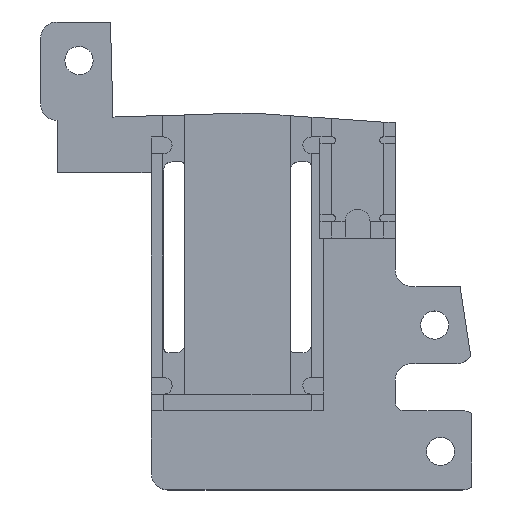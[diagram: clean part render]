
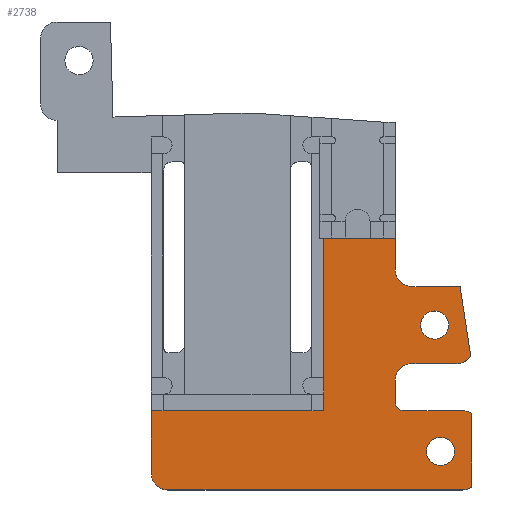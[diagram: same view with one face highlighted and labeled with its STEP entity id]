
A CAD part, top view. The second image highlights one B-rep face of the part: STEP entity #2738.
In plain terms, the highlighted planar face has unit normal (0, 0, 1).
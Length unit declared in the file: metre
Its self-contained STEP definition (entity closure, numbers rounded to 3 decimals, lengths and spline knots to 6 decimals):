
#51=B_SPLINE_CURVE_WITH_KNOTS('',5,(#4644,#4645,#4646,#4647,#4648,#4649,
#4650,#4651,#4652,#4653,#4654,#4655,#4656,#4657),.UNSPECIFIED.,.F.,.F.,
(6,4,4,6),(0.,0.309973,0.419992,1.),.UNSPECIFIED.);
#305=LINE('',#4617,#610);
#308=LINE('',#4665,#613);
#311=LINE('',#4673,#616);
#314=LINE('',#4681,#619);
#316=LINE('',#4689,#621);
#318=LINE('',#4697,#623);
#322=LINE('',#4706,#627);
#324=LINE('',#4710,#629);
#327=LINE('',#4716,#632);
#354=LINE('',#4768,#659);
#355=LINE('',#4770,#660);
#610=VECTOR('',#3555,1.);
#613=VECTOR('',#3570,1.);
#616=VECTOR('',#3579,1.);
#619=VECTOR('',#3588,1.);
#621=VECTOR('',#3598,1.);
#623=VECTOR('',#3608,1.);
#627=VECTOR('',#3618,1.);
#629=VECTOR('',#3622,1.);
#632=VECTOR('',#3627,1.);
#659=VECTOR('',#3678,1.);
#660=VECTOR('',#3681,1.);
#760=PLANE('',#2960);
#1510=ORIENTED_EDGE('',*,*,#1883,.F.);
#1511=ORIENTED_EDGE('',*,*,#1884,.F.);
#1512=ORIENTED_EDGE('',*,*,#1919,.F.);
#1513=ORIENTED_EDGE('',*,*,#1917,.T.);
#1514=ORIENTED_EDGE('',*,*,#1914,.F.);
#1515=ORIENTED_EDGE('',*,*,#1912,.F.);
#1516=ORIENTED_EDGE('',*,*,#1910,.F.);
#1517=ORIENTED_EDGE('',*,*,#1908,.T.);
#1518=ORIENTED_EDGE('',*,*,#1906,.F.);
#1519=ORIENTED_EDGE('',*,*,#1904,.F.);
#1520=ORIENTED_EDGE('',*,*,#1902,.F.);
#1521=ORIENTED_EDGE('',*,*,#1900,.F.);
#1522=ORIENTED_EDGE('',*,*,#1898,.F.);
#1523=ORIENTED_EDGE('',*,*,#1896,.F.);
#1524=ORIENTED_EDGE('',*,*,#1894,.F.);
#1525=ORIENTED_EDGE('',*,*,#1892,.T.);
#1526=ORIENTED_EDGE('',*,*,#1890,.F.);
#1527=ORIENTED_EDGE('',*,*,#1888,.F.);
#1528=ORIENTED_EDGE('',*,*,#1886,.F.);
#1529=ORIENTED_EDGE('',*,*,#1949,.F.);
#1530=ORIENTED_EDGE('',*,*,#1950,.F.);
#1531=ORIENTED_EDGE('',*,*,#1922,.F.);
#1883=EDGE_CURVE('',#2181,#2181,#2261,.T.);
#1884=EDGE_CURVE('',#2182,#2182,#2262,.T.);
#1886=EDGE_CURVE('',#2183,#2184,#2263,.T.);
#1888=EDGE_CURVE('',#2184,#2185,#305,.T.);
#1890=EDGE_CURVE('',#2185,#2186,#2264,.T.);
#1892=EDGE_CURVE('',#2187,#2186,#51,.T.);
#1894=EDGE_CURVE('',#2187,#2188,#2266,.T.);
#1896=EDGE_CURVE('',#2188,#2189,#308,.T.);
#1898=EDGE_CURVE('',#2189,#2190,#2267,.T.);
#1900=EDGE_CURVE('',#2190,#2191,#311,.T.);
#1902=EDGE_CURVE('',#2191,#2192,#2268,.T.);
#1904=EDGE_CURVE('',#2192,#2193,#314,.T.);
#1906=EDGE_CURVE('',#2193,#2194,#2269,.T.);
#1908=EDGE_CURVE('',#2195,#2194,#316,.T.);
#1910=EDGE_CURVE('',#2195,#2196,#2270,.T.);
#1912=EDGE_CURVE('',#2196,#2197,#318,.T.);
#1914=EDGE_CURVE('',#2197,#2198,#2271,.T.);
#1917=EDGE_CURVE('',#2199,#2198,#322,.T.);
#1919=EDGE_CURVE('',#2199,#2200,#324,.T.);
#1922=EDGE_CURVE('',#2200,#2202,#327,.T.);
#1949=EDGE_CURVE('',#2214,#2183,#354,.T.);
#1950=EDGE_CURVE('',#2202,#2214,#355,.T.);
#2181=VERTEX_POINT('',#4606);
#2182=VERTEX_POINT('',#4609);
#2183=VERTEX_POINT('',#4612);
#2184=VERTEX_POINT('',#4614);
#2185=VERTEX_POINT('',#4618);
#2186=VERTEX_POINT('',#4622);
#2187=VERTEX_POINT('',#4658);
#2188=VERTEX_POINT('',#4662);
#2189=VERTEX_POINT('',#4666);
#2190=VERTEX_POINT('',#4670);
#2191=VERTEX_POINT('',#4674);
#2192=VERTEX_POINT('',#4678);
#2193=VERTEX_POINT('',#4682);
#2194=VERTEX_POINT('',#4686);
#2195=VERTEX_POINT('',#4690);
#2196=VERTEX_POINT('',#4694);
#2197=VERTEX_POINT('',#4698);
#2198=VERTEX_POINT('',#4702);
#2199=VERTEX_POINT('',#4707);
#2200=VERTEX_POINT('',#4711);
#2202=VERTEX_POINT('',#4717);
#2214=VERTEX_POINT('',#4767);
#2261=CIRCLE('',#2917,0.0017);
#2262=CIRCLE('',#2919,0.0017);
#2263=CIRCLE('',#2921,0.002);
#2264=CIRCLE('',#2924,0.002);
#2266=CIRCLE('',#2927,0.002);
#2267=CIRCLE('',#2930,0.002);
#2268=CIRCLE('',#2933,0.001);
#2269=CIRCLE('',#2936,0.002);
#2270=CIRCLE('',#2941,0.002);
#2271=CIRCLE('',#2944,0.002);
#2417=EDGE_LOOP('',(#1510));
#2418=EDGE_LOOP('',(#1511));
#2419=EDGE_LOOP('',(#1512,#1513,#1514,#1515,#1516,#1517,#1518,#1519,#1520,
#1521,#1522,#1523,#1524,#1525,#1526,#1527,#1528,#1529,#1530,#1531));
#2568=FACE_BOUND('',#2417,.T.);
#2569=FACE_BOUND('',#2418,.T.);
#2570=FACE_BOUND('',#2419,.T.);
#2738=ADVANCED_FACE('',(#2568,#2569,#2570),#760,.T.);
#2917=AXIS2_PLACEMENT_3D('',#4605,#3541,#3542);
#2919=AXIS2_PLACEMENT_3D('',#4608,#3545,#3546);
#2921=AXIS2_PLACEMENT_3D('',#4613,#3550,#3551);
#2924=AXIS2_PLACEMENT_3D('',#4621,#3559,#3560);
#2927=AXIS2_PLACEMENT_3D('',#4661,#3565,#3566);
#2930=AXIS2_PLACEMENT_3D('',#4669,#3574,#3575);
#2933=AXIS2_PLACEMENT_3D('',#4677,#3583,#3584);
#2936=AXIS2_PLACEMENT_3D('',#4685,#3592,#3593);
#2941=AXIS2_PLACEMENT_3D('',#4693,#3603,#3604);
#2944=AXIS2_PLACEMENT_3D('',#4701,#3612,#3613);
#2960=AXIS2_PLACEMENT_3D('',#4769,#3679,#3680);
#3541=DIRECTION('',(0.,0.,1.));
#3542=DIRECTION('',(1.,0.,0.));
#3545=DIRECTION('',(0.,0.,1.));
#3546=DIRECTION('',(-1.,0.001,0.));
#3550=DIRECTION('',(0.,0.,1.));
#3551=DIRECTION('',(-1.,0.,0.));
#3555=DIRECTION('',(1.,0.,0.));
#3559=DIRECTION('',(0.,0.,-1.));
#3560=DIRECTION('',(0.,1.,0.));
#3565=DIRECTION('',(0.,0.,-1.));
#3566=DIRECTION('',(1.,0.,0.));
#3570=DIRECTION('',(-1.,0.,0.));
#3574=DIRECTION('',(0.,0.,1.));
#3575=DIRECTION('',(0.,1.,0.));
#3579=DIRECTION('',(0.,-1.,0.));
#3583=DIRECTION('',(0.,0.,1.));
#3584=DIRECTION('',(-1.,0.,0.));
#3588=DIRECTION('',(1.,0.,0.));
#3592=DIRECTION('',(0.,0.,-1.));
#3593=DIRECTION('',(0.,1.,0.));
#3598=DIRECTION('',(0.,1.,0.));
#3603=DIRECTION('',(0.,0.,-1.));
#3604=DIRECTION('',(1.,0.,0.));
#3608=DIRECTION('',(-1.,0.,0.));
#3612=DIRECTION('',(0.,0.,-1.));
#3613=DIRECTION('',(0.,-1.,0.));
#3618=DIRECTION('',(0.,-1.,0.));
#3622=DIRECTION('',(1.,0.,0.));
#3627=DIRECTION('',(0.,1.,0.));
#3678=DIRECTION('',(0.,-1.,0.));
#3679=DIRECTION('',(0.,0.,1.));
#3680=DIRECTION('',(1.,0.,0.));
#3681=DIRECTION('',(1.,0.,0.));
#4605=CARTESIAN_POINT('',(0.044594,0.050485,0.0055));
#4606=CARTESIAN_POINT('',(0.046294,0.050485,0.0055));
#4608=CARTESIAN_POINT('',(0.045302,0.035239,0.0055));
#4609=CARTESIAN_POINT('',(0.043602,0.03524,0.0055));
#4612=CARTESIAN_POINT('',(0.039849,0.057135,0.0055));
#4613=CARTESIAN_POINT('',(0.041849,0.057135,0.0055));
#4614=CARTESIAN_POINT('',(0.041849,0.055135,0.0055));
#4617=CARTESIAN_POINT('',(0.010409,0.055135,0.0055));
#4618=CARTESIAN_POINT('',(0.047244,0.055135,0.0055));
#4621=CARTESIAN_POINT('',(0.047244,0.053135,0.0055));
#4622=CARTESIAN_POINT('',(0.047656,0.055092,0.0055));
#4644=CARTESIAN_POINT('',(0.049042,0.046039,0.0055));
#4645=CARTESIAN_POINT('',(0.048947,0.046666,0.0055));
#4646=CARTESIAN_POINT('',(0.048851,0.047293,0.0055));
#4647=CARTESIAN_POINT('',(0.048755,0.04792,0.0055));
#4648=CARTESIAN_POINT('',(0.048658,0.048548,0.0055));
#4649=CARTESIAN_POINT('',(0.048528,0.049397,0.0055));
#4650=CARTESIAN_POINT('',(0.048494,0.04962,0.0055));
#4651=CARTESIAN_POINT('',(0.04846,0.049843,0.0055));
#4652=CARTESIAN_POINT('',(0.048426,0.050065,0.0055));
#4653=CARTESIAN_POINT('',(0.048212,0.051462,0.0055));
#4654=CARTESIAN_POINT('',(0.048032,0.052635,0.0055));
#4655=CARTESIAN_POINT('',(0.047852,0.053809,0.0055));
#4656=CARTESIAN_POINT('',(0.047672,0.054983,0.0055));
#4657=CARTESIAN_POINT('',(0.047493,0.056156,0.0055));
#4658=CARTESIAN_POINT('',(0.048932,0.046762,0.0055));
#4661=CARTESIAN_POINT('',(0.047244,0.047835,0.0055));
#4662=CARTESIAN_POINT('',(0.047244,0.045835,0.0055));
#4665=CARTESIAN_POINT('',(0.049244,0.045835,0.0055));
#4666=CARTESIAN_POINT('',(0.041849,0.045835,0.0055));
#4669=CARTESIAN_POINT('',(0.041849,0.043835,0.0055));
#4670=CARTESIAN_POINT('',(0.039849,0.043835,0.0055));
#4673=CARTESIAN_POINT('',(0.039849,0.063773,0.0055));
#4674=CARTESIAN_POINT('',(0.039849,0.041153,0.0055));
#4677=CARTESIAN_POINT('',(0.040849,0.041153,0.0055));
#4678=CARTESIAN_POINT('',(0.040849,0.040153,0.0055));
#4681=CARTESIAN_POINT('',(0.011809,0.040153,0.0055));
#4682=CARTESIAN_POINT('',(0.047952,0.040153,0.0055));
#4685=CARTESIAN_POINT('',(0.047952,0.038153,0.0055));
#4686=CARTESIAN_POINT('',(0.04904,0.039831,0.0055));
#4689=CARTESIAN_POINT('',(0.049048,0.058772,0.0055));
#4690=CARTESIAN_POINT('',(0.049036,0.030909,0.0055));
#4693=CARTESIAN_POINT('',(0.047952,0.032589,0.0055));
#4694=CARTESIAN_POINT('',(0.047952,0.030589,0.0055));
#4697=CARTESIAN_POINT('',(0.049952,0.030589,0.0055));
#4698=CARTESIAN_POINT('',(0.012409,0.030589,0.0055));
#4701=CARTESIAN_POINT('',(0.012409,0.032589,0.0055));
#4702=CARTESIAN_POINT('',(0.010409,0.032589,0.0055));
#4706=CARTESIAN_POINT('',(0.010409,0.073173,0.0055));
#4707=CARTESIAN_POINT('',(0.010409,0.040153,0.0055));
#4710=CARTESIAN_POINT('',(0.010409,0.040153,0.0055));
#4711=CARTESIAN_POINT('',(0.031189,0.040153,0.0055));
#4716=CARTESIAN_POINT('',(0.031189,0.065977,0.0055));
#4717=CARTESIAN_POINT('',(0.031189,0.060973,0.0055));
#4767=CARTESIAN_POINT('',(0.039849,0.060973,0.0055));
#4768=CARTESIAN_POINT('',(0.039849,0.085048,0.0055));
#4769=CARTESIAN_POINT('',(0.02583,0.058781,0.0055));
#4770=CARTESIAN_POINT('',(0.031189,0.060973,0.0055));
